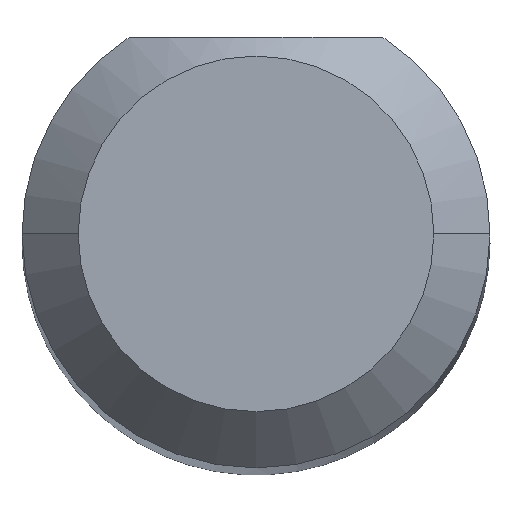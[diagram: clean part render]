
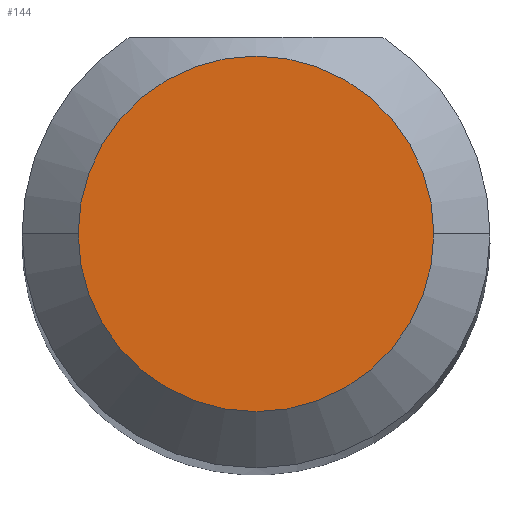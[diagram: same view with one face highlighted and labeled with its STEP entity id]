
A CAD part, top view. The second image highlights one B-rep face of the part: STEP entity #144.
In plain terms, the highlighted planar face has unit normal (0, 0, 1).
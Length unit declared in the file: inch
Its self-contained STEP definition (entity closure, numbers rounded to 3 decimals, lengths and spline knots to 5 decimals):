
#2 = CARTESIAN_POINT ( 'NONE',  ( 0., 0., 1.5 ) ) ;
#33 = DIRECTION ( 'NONE',  ( 1., 0., 0. ) ) ;
#38 = CIRCLE ( 'NONE', #100, 0.0475 ) ;
#44 = DIRECTION ( 'NONE',  ( 0., 0., 1. ) ) ;
#69 = EDGE_LOOP ( 'NONE', ( #294, #142 ) ) ;
#75 = CARTESIAN_POINT ( 'NONE',  ( 0., 0., 1.5 ) ) ;
#100 = AXIS2_PLACEMENT_3D ( 'NONE', #472, #226, #33 ) ;
#128 = VERTEX_POINT ( 'NONE', #264 ) ;
#135 = DIRECTION ( 'NONE',  ( 1., 0., 0. ) ) ;
#142 = ORIENTED_EDGE ( 'NONE', *, *, #549, .T. ) ;
#144 = ADVANCED_FACE ( 'NONE', ( #437 ), #390, .T. ) ;
#179 = DIRECTION ( 'NONE',  ( 0., 0., 1. ) ) ;
#194 = CIRCLE ( 'NONE', #242, 0.0475 ) ;
#226 = DIRECTION ( 'NONE',  ( 0., 0., 1. ) ) ;
#242 = AXIS2_PLACEMENT_3D ( 'NONE', #75, #44, #394 ) ;
#264 = CARTESIAN_POINT ( 'NONE',  ( 0.0475, 0., 1.5 ) ) ;
#294 = ORIENTED_EDGE ( 'NONE', *, *, #499, .T. ) ;
#305 = VERTEX_POINT ( 'NONE', #534 ) ;
#390 = PLANE ( 'NONE',  #408 ) ;
#394 = DIRECTION ( 'NONE',  ( 1., 0., 0. ) ) ;
#408 = AXIS2_PLACEMENT_3D ( 'NONE', #2, #179, #135 ) ;
#437 = FACE_OUTER_BOUND ( 'NONE', #69, .T. ) ;
#472 = CARTESIAN_POINT ( 'NONE',  ( 0., 0., 1.5 ) ) ;
#499 = EDGE_CURVE ( 'NONE', #305, #128, #194, .T. ) ;
#534 = CARTESIAN_POINT ( 'NONE',  ( -0.0475, 0., 1.5 ) ) ;
#549 = EDGE_CURVE ( 'NONE', #128, #305, #38, .T. ) ;
